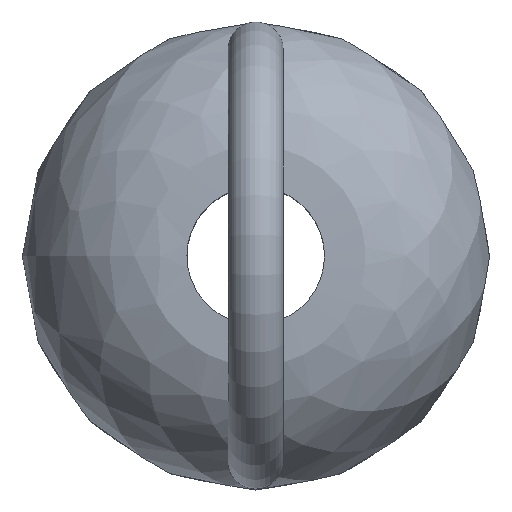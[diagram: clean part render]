
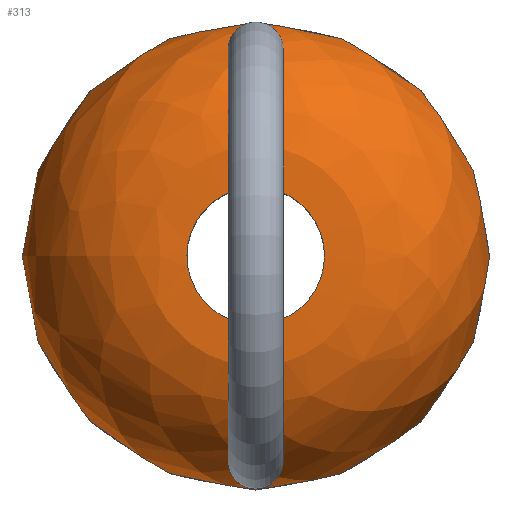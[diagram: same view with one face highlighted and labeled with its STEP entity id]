
A CAD part, top view. The second image highlights one B-rep face of the part: STEP entity #313.
In plain terms, the highlighted free-form (B-spline) face has degree [2, 2] with [7, 9] control points.
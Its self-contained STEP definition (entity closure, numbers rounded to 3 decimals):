
#285 = VERTEX_POINT('',#286);
#286 = CARTESIAN_POINT('',(-0.5,0.,0.005)
  );
#287 = VERTEX_POINT('',#288);
#288 = CARTESIAN_POINT('',(-0.5,0.,2.195));
#294 = EDGE_CURVE('',#287,#287,#295,.T.);
#295 = CIRCLE('',#296,0.5);
#296 = AXIS2_PLACEMENT_3D('',#297,#298,#299);
#297 = CARTESIAN_POINT('',(0.,0.,2.195));
#298 = DIRECTION('',(0.,0.,-1.));
#299 = DIRECTION('',(1.,0.,0.));
#302 = EDGE_CURVE('',#285,#285,#303,.T.);
#303 = CIRCLE('',#304,0.5);
#304 = AXIS2_PLACEMENT_3D('',#305,#306,#307);
#305 = CARTESIAN_POINT('',(0.,0.,0.005));
#306 = DIRECTION('',(0.,0.,1.));
#307 = DIRECTION('',(1.,0.,0.));
#313 = ADVANCED_FACE('',(#314),#326,.F.);
#314 = FACE_BOUND('',#315,.F.);
#315 = EDGE_LOOP('',(#316,#323,#324,#325));
#316 = ORIENTED_EDGE('',*,*,#317,.T.);
#317 = EDGE_CURVE('',#287,#285,#318,.T.);
#318 = CIRCLE('',#319,1.1);
#319 = AXIS2_PLACEMENT_3D('',#320,#321,#322);
#320 = CARTESIAN_POINT('',(-0.6,0.,1.1));
#321 = DIRECTION('',(0.,-1.,0.));
#322 = DIRECTION('',(-1.,0.,0.));
#323 = ORIENTED_EDGE('',*,*,#302,.F.);
#324 = ORIENTED_EDGE('',*,*,#317,.F.);
#325 = ORIENTED_EDGE('',*,*,#294,.F.);
#326 = ( BOUNDED_SURFACE() B_SPLINE_SURFACE(2,2,(
    (#327,#328,#329,#330,#331,#332,#333,#334,#335)
    ,(#336,#337,#338,#339,#340,#341,#342,#343,#344)
    ,(#345,#346,#347,#348,#349,#350,#351,#352,#353)
    ,(#354,#355,#356,#357,#358,#359,#360,#361,#362)
    ,(#363,#364,#365,#366,#367,#368,#369,#370,#371)
    ,(#372,#373,#374,#375,#376,#377,#378,#379,#380)
    ,(#381,#382,#383,#384,#385,#386,#387,#388,#389
)),.UNSPECIFIED.,.F.,.T.,.F.) B_SPLINE_SURFACE_WITH_KNOTS((3,2,2,3),(1,2
    ,2,2,2,2,1),(-1.662,-0.554,0.554,
    1.662),(-4.712,-3.142,-1.571,0.,
    1.571,3.142,4.712),.UNSPECIFIED.) 
GEOMETRIC_REPRESENTATION_ITEM() RATIONAL_B_SPLINE_SURFACE((
    (1.,0.707,1.,0.707,1.,0.707,1.
      ,0.707,1.)
    ,(0.85,0.601,0.85,0.601
      ,0.85,0.601,0.85,0.601
      ,0.85)
    ,(1.,0.707,1.,0.707,1.,0.707,1.
      ,0.707,1.)
    ,(0.85,0.601,0.85,0.601
      ,0.85,0.601,0.85,0.601
      ,0.85)
    ,(1.,0.707,1.,0.707,1.,0.707,1.
      ,0.707,1.)
    ,(0.85,0.601,0.85,0.601
      ,0.85,0.601,0.85,0.601
      ,0.85)
    ,(1.,0.707,1.,0.707,1.,0.707,1.
,0.707,1.))) REPRESENTATION_ITEM('') SURFACE() );
#327 = CARTESIAN_POINT('',(-0.5,0.,0.005));
#328 = CARTESIAN_POINT('',(-0.5,-0.5,0.005));
#329 = CARTESIAN_POINT('',(0.,-0.5,0.005));
#330 = CARTESIAN_POINT('',(0.5,-0.5,0.005));
#331 = CARTESIAN_POINT('',(0.5,0.,0.005));
#332 = CARTESIAN_POINT('',(0.5,0.5,0.005));
#333 = CARTESIAN_POINT('',(0.,0.5,0.005));
#334 = CARTESIAN_POINT('',(-0.5,0.5,0.005));
#335 = CARTESIAN_POINT('',(-0.5,0.,0.005));
#336 = CARTESIAN_POINT('',(-1.178,0.,-0.057));
#337 = CARTESIAN_POINT('',(-1.178,-1.178,
    -0.057));
#338 = CARTESIAN_POINT('',(0.,-1.178,-0.057));
#339 = CARTESIAN_POINT('',(1.178,-1.178,
    -0.057));
#340 = CARTESIAN_POINT('',(1.178,0.,-0.057));
#341 = CARTESIAN_POINT('',(1.178,1.178,
    -0.057));
#342 = CARTESIAN_POINT('',(0.,1.178,-0.057));
#343 = CARTESIAN_POINT('',(-1.178,1.178,
    -0.057));
#344 = CARTESIAN_POINT('',(-1.178,0.,-0.057));
#345 = CARTESIAN_POINT('',(-1.536,0.,0.521));
#346 = CARTESIAN_POINT('',(-1.536,-1.536,
    0.521));
#347 = CARTESIAN_POINT('',(0.,-1.536,0.521));
#348 = CARTESIAN_POINT('',(1.536,-1.536,0.521
    ));
#349 = CARTESIAN_POINT('',(1.536,0.,0.521));
#350 = CARTESIAN_POINT('',(1.536,1.536,0.521)
  );
#351 = CARTESIAN_POINT('',(0.,1.536,0.521));
#352 = CARTESIAN_POINT('',(-1.536,1.536,0.521
    ));
#353 = CARTESIAN_POINT('',(-1.536,0.,0.521));
#354 = CARTESIAN_POINT('',(-1.893,0.,1.1));
#355 = CARTESIAN_POINT('',(-1.893,-1.893,1.1));
#356 = CARTESIAN_POINT('',(0.,-1.893,1.1));
#357 = CARTESIAN_POINT('',(1.893,-1.893,1.1));
#358 = CARTESIAN_POINT('',(1.893,0.,1.1));
#359 = CARTESIAN_POINT('',(1.893,1.893,1.1));
#360 = CARTESIAN_POINT('',(0.,1.893,1.1));
#361 = CARTESIAN_POINT('',(-1.893,1.893,1.1));
#362 = CARTESIAN_POINT('',(-1.893,0.,1.1));
#363 = CARTESIAN_POINT('',(-1.536,0.,1.679));
#364 = CARTESIAN_POINT('',(-1.536,-1.536,
    1.679));
#365 = CARTESIAN_POINT('',(0.,-1.536,1.679));
#366 = CARTESIAN_POINT('',(1.536,-1.536,1.679
    ));
#367 = CARTESIAN_POINT('',(1.536,0.,1.679));
#368 = CARTESIAN_POINT('',(1.536,1.536,1.679)
  );
#369 = CARTESIAN_POINT('',(0.,1.536,1.679));
#370 = CARTESIAN_POINT('',(-1.536,1.536,1.679
    ));
#371 = CARTESIAN_POINT('',(-1.536,0.,1.679));
#372 = CARTESIAN_POINT('',(-1.178,0.,2.257));
#373 = CARTESIAN_POINT('',(-1.178,-1.178,
    2.257));
#374 = CARTESIAN_POINT('',(0.,-1.178,2.257));
#375 = CARTESIAN_POINT('',(1.178,-1.178,2.257
    ));
#376 = CARTESIAN_POINT('',(1.178,0.,2.257));
#377 = CARTESIAN_POINT('',(1.178,1.178,2.257)
  );
#378 = CARTESIAN_POINT('',(0.,1.178,2.257));
#379 = CARTESIAN_POINT('',(-1.178,1.178,2.257
    ));
#380 = CARTESIAN_POINT('',(-1.178,0.,2.257));
#381 = CARTESIAN_POINT('',(-0.5,0.,2.195));
#382 = CARTESIAN_POINT('',(-0.5,-0.5,2.195));
#383 = CARTESIAN_POINT('',(0.,-0.5,2.195));
#384 = CARTESIAN_POINT('',(0.5,-0.5,2.195));
#385 = CARTESIAN_POINT('',(0.5,0.,2.195));
#386 = CARTESIAN_POINT('',(0.5,0.5,2.195));
#387 = CARTESIAN_POINT('',(0.,0.5,2.195));
#388 = CARTESIAN_POINT('',(-0.5,0.5,2.195));
#389 = CARTESIAN_POINT('',(-0.5,0.,2.195));
